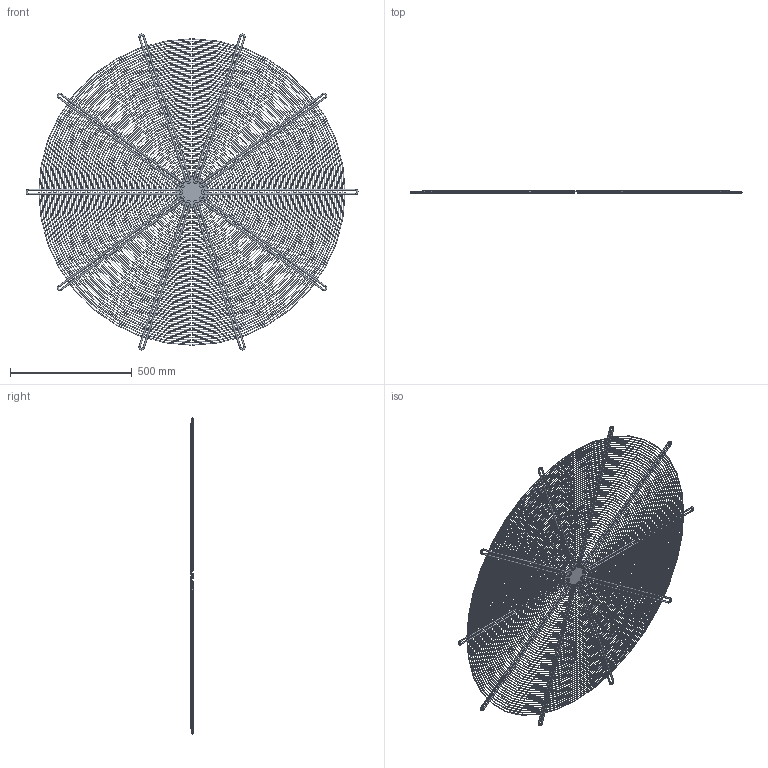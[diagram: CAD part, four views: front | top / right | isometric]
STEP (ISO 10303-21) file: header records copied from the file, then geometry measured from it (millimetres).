
FILE_DESCRIPTION (( 'STEP AP203' ), '1' );
FILE_NAME ('5RE9105_CCr 125.STEP', '2022-02-18T10:42:42', ( '' ), ( '' ), 'SwSTEP 2.0', 'SolidWorks 2018', '' );
FILE_SCHEMA (( 'CONFIG_CONTROL_DESIGN' ));
Length unit declared in the file: mil
Products named in the file (1): 5RE9105_CCr 125
Bounding box: 1365 x 8.6 x 1299.28 mm (x, y, z)
Volume: 1130253.6 mm3; surface area: 1360558.3 mm2
Topology: 68 solids, 68 shells, 322 faces, 672 edges, 352 vertices
Faces by surface type: torus 268, cylinder 42, plane 12
Entity records: 10335 total; most frequent: CARTESIAN_POINT 3249, DIRECTION 1680, ORIENTED_EDGE 1344, AXIS2_PLACEMENT_3D 819, EDGE_CURVE 672, CIRCLE 496, VERTEX_POINT 352, EDGE_LOOP 322
